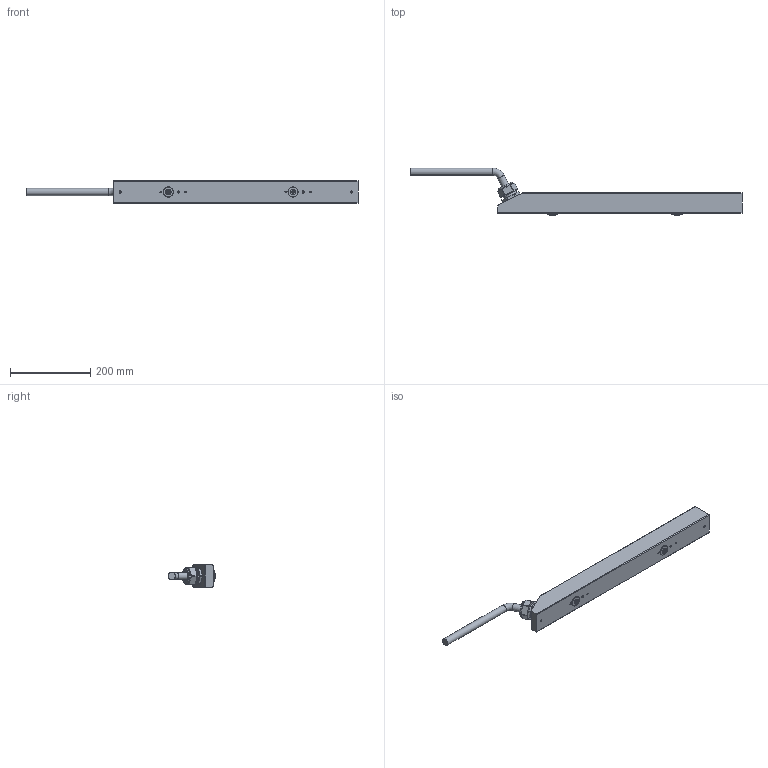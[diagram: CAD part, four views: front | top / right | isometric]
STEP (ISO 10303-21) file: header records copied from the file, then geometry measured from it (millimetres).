
FILE_DESCRIPTION (( 'STEP AP203' ), '1' );
FILE_NAME ('24 NO Cordlok.STEP', '2024-03-14T18:39:21', ( '' ), ( '' ), 'SwSTEP 2.0', 'SolidWorks 2023', '' );
FILE_SCHEMA (( 'CONFIG_CONTROL_DESIGN' ));
Length unit declared in the file: millimetre
Products named in the file (8): PDU_whip_cord_10-4, 3Ft; PDU_Whip_Assy_07A03; 1_24 sin cordlok; GLAND_ALL_CONFIGS; 24 NO Cordlok; RDC29NR; self_tapping_sheet_metal_screw_6x375; PDU_button
Assembly tree (9 placements, depth 3):
  24 NO Cordlok
    1_24 sin cordlok
    PDU_Whip_Assy_07A03
      PDU_whip_cord_10-4, 3Ft
    GLAND_ALL_CONFIGS
      RDC29NR
    PDU_button  x2
    self_tapping_sheet_metal_screw_6x375  x2
Bounding box: 828.74 x 119.53 x 55.37 mm (x, y, z)
Volume: 1780963.7 mm3; surface area: 173284 mm2
Topology: 9 solids, 9 shells, 393 faces, 902 edges, 543 vertices
Faces by surface type: plane 149, cylinder 89, bspline 84, torus 58, cone 13
Full cylindrical faces by diameter (mm): 3.048 x6, 3.75 x2, 7.5 x2, 11.836 x2, 14.275 x2, 18.161 x2, 19.8 x1, 25.4 x2, 25.5 x1, 26 x1, 32.639 x1, 32.839 x1, 35.2 x1, 35.4 x1, 37.7 x1, 40.5 x1, 46.2 x1, 47.5 x1
Entity records: 12581 total; most frequent: CARTESIAN_POINT 4450, ORIENTED_EDGE 1504, DIRECTION 1441, EDGE_CURVE 752, AXIS2_PLACEMENT_3D 585, VERTEX_POINT 480, EDGE_LOOP 426, FACE_OUTER_BOUND 386
